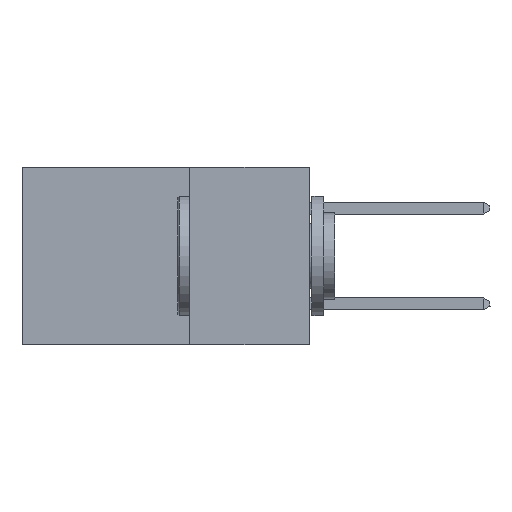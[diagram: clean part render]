
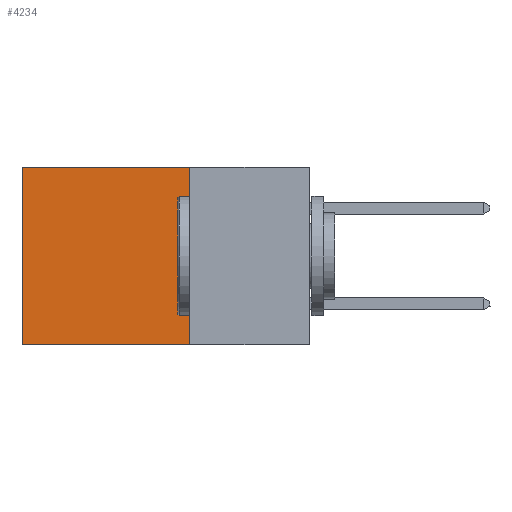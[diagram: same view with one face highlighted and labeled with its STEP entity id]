
A CAD part, left-side view. The second image highlights one B-rep face of the part: STEP entity #4234.
In plain terms, the highlighted planar face has unit normal (-1, 0, 0).
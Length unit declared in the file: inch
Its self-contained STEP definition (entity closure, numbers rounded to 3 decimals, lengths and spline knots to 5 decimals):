
#110 = DIRECTION ( 'NONE',  ( 0., 1., 0. ) ) ;
#1027 = DIRECTION ( 'NONE',  ( 0., 0., -1. ) ) ;
#1379 = AXIS2_PLACEMENT_3D ( 'NONE', #24474, #24305, #7022 ) ;
#1659 = CARTESIAN_POINT ( 'NONE',  ( 0.2875, 0.25, 0. ) ) ;
#2716 = CARTESIAN_POINT ( 'NONE',  ( 0.2875, 0.6, 0. ) ) ;
#2727 = LINE ( 'NONE', #2716, #8457 ) ;
#3000 = CARTESIAN_POINT ( 'NONE',  ( 0.2875, 0.6, 0. ) ) ;
#3182 = LINE ( 'NONE', #12491, #6181 ) ;
#4234 = ADVANCED_FACE ( 'NONE', ( #5676 ), #16687, .F. ) ;
#4934 = VECTOR ( 'NONE', #1027, 39.37008 ) ;
#5676 = FACE_OUTER_BOUND ( 'NONE', #19703, .T. ) ;
#5873 = VECTOR ( 'NONE', #110, 39.37008 ) ;
#6181 = VECTOR ( 'NONE', #16463, 39.37008 ) ;
#6386 = CARTESIAN_POINT ( 'NONE',  ( 0.2875, 0.25, -0.37 ) ) ;
#6575 = ORIENTED_EDGE ( 'NONE', *, *, #15079, .F. ) ;
#7022 = DIRECTION ( 'NONE',  ( 0., 0., -1. ) ) ;
#8365 = DIRECTION ( 'NONE',  ( 0., 0., -1. ) ) ;
#8457 = VECTOR ( 'NONE', #8365, 39.37008 ) ;
#9452 = LINE ( 'NONE', #12466, #4934 ) ;
#9777 = EDGE_CURVE ( 'NONE', #22469, #19973, #2727, .T. ) ;
#11021 = LINE ( 'NONE', #1659, #5873 ) ;
#11348 = CARTESIAN_POINT ( 'NONE',  ( 0.2875, 0.25, 0. ) ) ;
#12466 = CARTESIAN_POINT ( 'NONE',  ( 0.2875, 0.25, 0. ) ) ;
#12491 = CARTESIAN_POINT ( 'NONE',  ( 0.2875, 0.25, -0.37 ) ) ;
#15079 = EDGE_CURVE ( 'NONE', #16569, #19973, #3182, .T. ) ;
#15790 = VERTEX_POINT ( 'NONE', #11348 ) ;
#16463 = DIRECTION ( 'NONE',  ( 0., 1., 0. ) ) ;
#16569 = VERTEX_POINT ( 'NONE', #6386 ) ;
#16687 = PLANE ( 'NONE',  #1379 ) ;
#17691 = CARTESIAN_POINT ( 'NONE',  ( 0.2875, 0.6, -0.37 ) ) ;
#18246 = ORIENTED_EDGE ( 'NONE', *, *, #23023, .F. ) ;
#18411 = ORIENTED_EDGE ( 'NONE', *, *, #21670, .T. ) ;
#19703 = EDGE_LOOP ( 'NONE', ( #21749, #6575, #18246, #18411 ) ) ;
#19973 = VERTEX_POINT ( 'NONE', #17691 ) ;
#21670 = EDGE_CURVE ( 'NONE', #15790, #22469, #11021, .T. ) ;
#21749 = ORIENTED_EDGE ( 'NONE', *, *, #9777, .T. ) ;
#22469 = VERTEX_POINT ( 'NONE', #3000 ) ;
#23023 = EDGE_CURVE ( 'NONE', #15790, #16569, #9452, .T. ) ;
#24305 = DIRECTION ( 'NONE',  ( 1., 0., 0. ) ) ;
#24474 = CARTESIAN_POINT ( 'NONE',  ( 0.2875, 0.25, 0. ) ) ;
